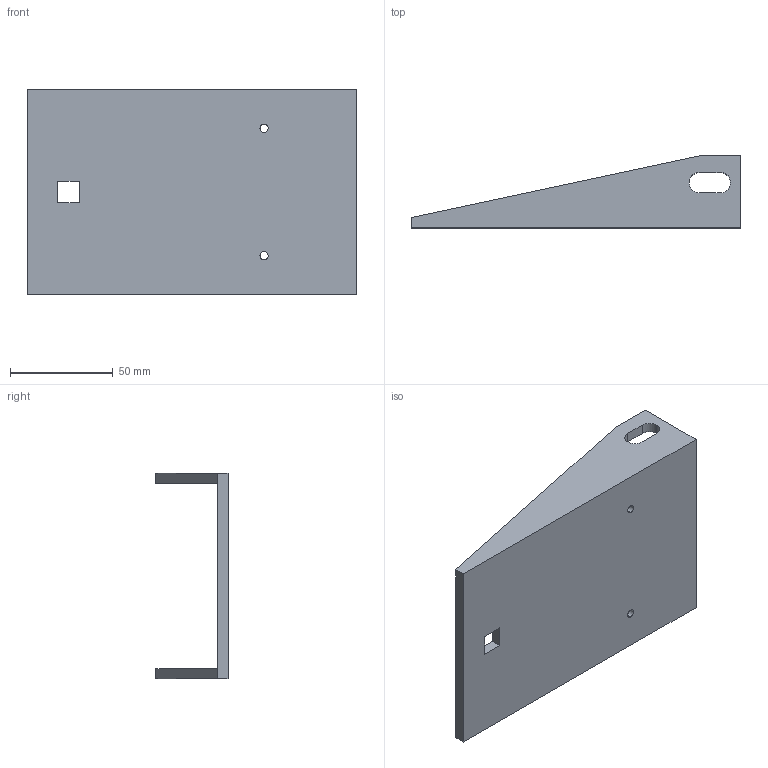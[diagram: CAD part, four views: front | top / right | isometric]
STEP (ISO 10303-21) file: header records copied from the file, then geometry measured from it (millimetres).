
FILE_DESCRIPTION (( 'STEP AP214' ), '1' );
FILE_NAME ('U profile 100x35x5.STEP', '2015-09-22T11:34:15', ( '' ), ( '' ), 'SwSTEP 2.0', 'SolidWorks 2015', '' );
FILE_SCHEMA (( 'AUTOMOTIVE_DESIGN' ));
Length unit declared in the file: millimetre
Products named in the file (1): U profile 100x35x5
Bounding box: 160 x 35 x 100 mm (x, y, z)
Volume: 104537.7 mm3; surface area: 45596.7 mm2
Topology: 1 solids, 1 shells, 30 faces, 82 edges, 54 vertices
Faces by surface type: plane 20, cylinder 10
Entity records: 1004 total; most frequent: CARTESIAN_POINT 167, DIRECTION 164, ORIENTED_EDGE 164, EDGE_CURVE 82, VECTOR 62, LINE 62, VERTEX_POINT 54, AXIS2_PLACEMENT_3D 51
